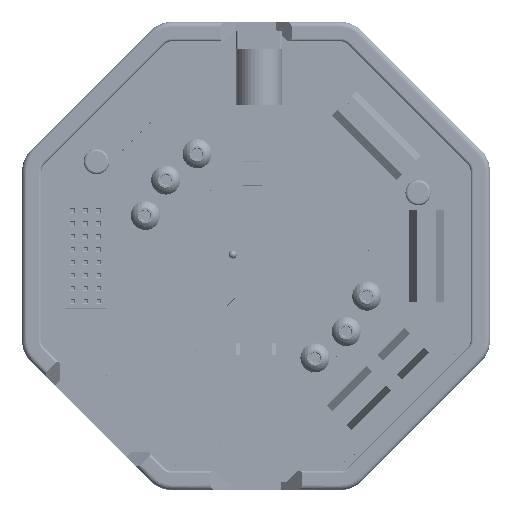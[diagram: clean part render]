
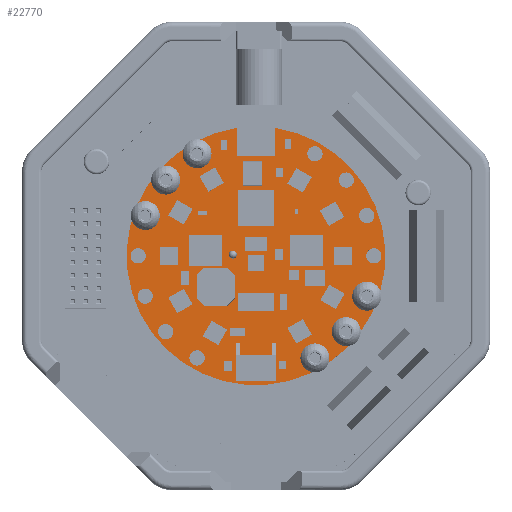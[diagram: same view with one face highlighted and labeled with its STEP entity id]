
A CAD part, top view. The second image highlights one B-rep face of the part: STEP entity #22770.
In plain terms, the highlighted planar face has unit normal (0, 0, 1).
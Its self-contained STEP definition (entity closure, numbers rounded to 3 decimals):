
#641=FACE_BOUND('',#4520,.T.);
#642=FACE_BOUND('',#4521,.T.);
#643=FACE_BOUND('',#4522,.T.);
#644=FACE_BOUND('',#4523,.T.);
#645=FACE_BOUND('',#4524,.T.);
#646=FACE_BOUND('',#4525,.T.);
#647=FACE_BOUND('',#4526,.T.);
#648=FACE_BOUND('',#4527,.T.);
#649=FACE_BOUND('',#4528,.T.);
#650=FACE_BOUND('',#4529,.T.);
#651=FACE_BOUND('',#4530,.T.);
#652=FACE_BOUND('',#4531,.T.);
#653=FACE_BOUND('',#4532,.T.);
#654=FACE_BOUND('',#4533,.T.);
#1183=CIRCLE('',#24801,1.5);
#1185=CIRCLE('',#24804,1.5);
#1187=CIRCLE('',#24807,1.5);
#1189=CIRCLE('',#24810,1.5);
#1191=CIRCLE('',#24813,1.5);
#1193=CIRCLE('',#24816,1.5);
#1195=CIRCLE('',#24819,1.5);
#1197=CIRCLE('',#24822,1.5);
#1199=CIRCLE('',#24825,1.5);
#1201=CIRCLE('',#24828,1.5);
#1203=CIRCLE('',#24831,1.5);
#1205=CIRCLE('',#24834,1.5);
#1207=CIRCLE('',#24837,1.5);
#1209=CIRCLE('',#24840,1.5);
#1212=CIRCLE('',#24845,25.43);
#2897=FACE_OUTER_BOUND('',#4519,.T.);
#4519=EDGE_LOOP('',(#19556,#19557));
#4520=EDGE_LOOP('',(#19558));
#4521=EDGE_LOOP('',(#19559));
#4522=EDGE_LOOP('',(#19560));
#4523=EDGE_LOOP('',(#19561));
#4524=EDGE_LOOP('',(#19562));
#4525=EDGE_LOOP('',(#19563));
#4526=EDGE_LOOP('',(#19564));
#4527=EDGE_LOOP('',(#19565));
#4528=EDGE_LOOP('',(#19566));
#4529=EDGE_LOOP('',(#19567));
#4530=EDGE_LOOP('',(#19568));
#4531=EDGE_LOOP('',(#19569));
#4532=EDGE_LOOP('',(#19570));
#4533=EDGE_LOOP('',(#19571));
#6660=LINE('',#40382,#8988);
#8988=VECTOR('',#30325,10.);
#11059=VERTEX_POINT('',#40292);
#11061=VERTEX_POINT('',#40298);
#11063=VERTEX_POINT('',#40304);
#11065=VERTEX_POINT('',#40310);
#11067=VERTEX_POINT('',#40316);
#11069=VERTEX_POINT('',#40322);
#11071=VERTEX_POINT('',#40328);
#11073=VERTEX_POINT('',#40334);
#11075=VERTEX_POINT('',#40340);
#11077=VERTEX_POINT('',#40346);
#11079=VERTEX_POINT('',#40352);
#11081=VERTEX_POINT('',#40358);
#11083=VERTEX_POINT('',#40364);
#11085=VERTEX_POINT('',#40370);
#11089=VERTEX_POINT('',#40379);
#11090=VERTEX_POINT('',#40381);
#13936=EDGE_CURVE('',#11059,#11059,#1183,.T.);
#13939=EDGE_CURVE('',#11061,#11061,#1185,.T.);
#13942=EDGE_CURVE('',#11063,#11063,#1187,.T.);
#13945=EDGE_CURVE('',#11065,#11065,#1189,.T.);
#13948=EDGE_CURVE('',#11067,#11067,#1191,.T.);
#13951=EDGE_CURVE('',#11069,#11069,#1193,.T.);
#13954=EDGE_CURVE('',#11071,#11071,#1195,.T.);
#13957=EDGE_CURVE('',#11073,#11073,#1197,.T.);
#13960=EDGE_CURVE('',#11075,#11075,#1199,.T.);
#13963=EDGE_CURVE('',#11077,#11077,#1201,.T.);
#13966=EDGE_CURVE('',#11079,#11079,#1203,.T.);
#13969=EDGE_CURVE('',#11081,#11081,#1205,.T.);
#13972=EDGE_CURVE('',#11083,#11083,#1207,.T.);
#13975=EDGE_CURVE('',#11085,#11085,#1209,.T.);
#13980=EDGE_CURVE('',#11090,#11089,#6660,.T.);
#13983=EDGE_CURVE('',#11089,#11090,#1212,.T.);
#19556=ORIENTED_EDGE('',*,*,#13983,.T.);
#19557=ORIENTED_EDGE('',*,*,#13980,.T.);
#19558=ORIENTED_EDGE('',*,*,#13975,.T.);
#19559=ORIENTED_EDGE('',*,*,#13972,.T.);
#19560=ORIENTED_EDGE('',*,*,#13969,.T.);
#19561=ORIENTED_EDGE('',*,*,#13966,.T.);
#19562=ORIENTED_EDGE('',*,*,#13963,.T.);
#19563=ORIENTED_EDGE('',*,*,#13960,.T.);
#19564=ORIENTED_EDGE('',*,*,#13957,.T.);
#19565=ORIENTED_EDGE('',*,*,#13954,.T.);
#19566=ORIENTED_EDGE('',*,*,#13951,.T.);
#19567=ORIENTED_EDGE('',*,*,#13948,.T.);
#19568=ORIENTED_EDGE('',*,*,#13945,.T.);
#19569=ORIENTED_EDGE('',*,*,#13942,.T.);
#19570=ORIENTED_EDGE('',*,*,#13939,.T.);
#19571=ORIENTED_EDGE('',*,*,#13936,.T.);
#21473=PLANE('',#24846);
#22770=ADVANCED_FACE('',(#2897,#641,#642,#643,#644,#645,#646,#647,#648,
#649,#650,#651,#652,#653,#654),#21473,.T.);
#24801=AXIS2_PLACEMENT_3D('',#40293,#30225,#30226);
#24804=AXIS2_PLACEMENT_3D('',#40299,#30232,#30233);
#24807=AXIS2_PLACEMENT_3D('',#40305,#30239,#30240);
#24810=AXIS2_PLACEMENT_3D('',#40311,#30246,#30247);
#24813=AXIS2_PLACEMENT_3D('',#40317,#30253,#30254);
#24816=AXIS2_PLACEMENT_3D('',#40323,#30260,#30261);
#24819=AXIS2_PLACEMENT_3D('',#40329,#30267,#30268);
#24822=AXIS2_PLACEMENT_3D('',#40335,#30274,#30275);
#24825=AXIS2_PLACEMENT_3D('',#40341,#30281,#30282);
#24828=AXIS2_PLACEMENT_3D('',#40347,#30288,#30289);
#24831=AXIS2_PLACEMENT_3D('',#40353,#30295,#30296);
#24834=AXIS2_PLACEMENT_3D('',#40359,#30302,#30303);
#24837=AXIS2_PLACEMENT_3D('',#40365,#30309,#30310);
#24840=AXIS2_PLACEMENT_3D('',#40371,#30316,#30317);
#24845=AXIS2_PLACEMENT_3D('',#40386,#30331,#30332);
#24846=AXIS2_PLACEMENT_3D('',#40387,#30333,#30334);
#30225=DIRECTION('center_axis',(0.,0.,-1.));
#30226=DIRECTION('ref_axis',(1.,0.,0.));
#30232=DIRECTION('center_axis',(0.,0.,-1.));
#30233=DIRECTION('ref_axis',(1.,0.,0.));
#30239=DIRECTION('center_axis',(0.,0.,-1.));
#30240=DIRECTION('ref_axis',(1.,0.,0.));
#30246=DIRECTION('center_axis',(0.,0.,-1.));
#30247=DIRECTION('ref_axis',(1.,0.,0.));
#30253=DIRECTION('center_axis',(0.,0.,-1.));
#30254=DIRECTION('ref_axis',(1.,0.,0.));
#30260=DIRECTION('center_axis',(0.,0.,-1.));
#30261=DIRECTION('ref_axis',(1.,0.,0.));
#30267=DIRECTION('center_axis',(0.,0.,-1.));
#30268=DIRECTION('ref_axis',(1.,0.,0.));
#30274=DIRECTION('center_axis',(0.,0.,-1.));
#30275=DIRECTION('ref_axis',(1.,0.,0.));
#30281=DIRECTION('center_axis',(0.,0.,-1.));
#30282=DIRECTION('ref_axis',(1.,0.,0.));
#30288=DIRECTION('center_axis',(0.,0.,-1.));
#30289=DIRECTION('ref_axis',(1.,0.,0.));
#30295=DIRECTION('center_axis',(0.,0.,-1.));
#30296=DIRECTION('ref_axis',(1.,0.,0.));
#30302=DIRECTION('center_axis',(0.,0.,-1.));
#30303=DIRECTION('ref_axis',(1.,0.,0.));
#30309=DIRECTION('center_axis',(0.,0.,-1.));
#30310=DIRECTION('ref_axis',(1.,0.,0.));
#30316=DIRECTION('center_axis',(0.,0.,-1.));
#30317=DIRECTION('ref_axis',(1.,0.,0.));
#30325=DIRECTION('',(-1.,0.,0.));
#30331=DIRECTION('center_axis',(0.,0.,1.));
#30332=DIRECTION('ref_axis',(1.,0.,0.));
#30333=DIRECTION('center_axis',(0.,0.,1.));
#30334=DIRECTION('ref_axis',(1.,0.,0.));
#40292=CARTESIAN_POINT('',(16.255,-14.898,1.6));
#40293=CARTESIAN_POINT('Origin',(17.755,-14.898,1.6));
#40298=CARTESIAN_POINT('',(-24.678,0.,1.6));
#40299=CARTESIAN_POINT('Origin',(-23.178,0.,1.6));
#40304=CARTESIAN_POINT('',(10.089,-20.072,1.6));
#40305=CARTESIAN_POINT('Origin',(11.589,-20.072,1.6));
#40310=CARTESIAN_POINT('',(-23.28,-7.927,1.6));
#40311=CARTESIAN_POINT('Origin',(-21.78,-7.927,1.6));
#40316=CARTESIAN_POINT('',(10.089,20.072,1.6));
#40317=CARTESIAN_POINT('Origin',(11.589,20.072,1.6));
#40322=CARTESIAN_POINT('',(21.678,0.,1.6));
#40323=CARTESIAN_POINT('Origin',(23.178,0.,1.6));
#40328=CARTESIAN_POINT('',(20.28,7.927,1.6));
#40329=CARTESIAN_POINT('Origin',(21.78,7.927,1.6));
#40334=CARTESIAN_POINT('',(-19.255,14.898,1.6));
#40335=CARTESIAN_POINT('Origin',(-17.755,14.898,1.6));
#40340=CARTESIAN_POINT('',(20.28,-7.927,1.6));
#40341=CARTESIAN_POINT('Origin',(21.78,-7.927,1.6));
#40346=CARTESIAN_POINT('',(-23.28,7.927,1.6));
#40347=CARTESIAN_POINT('Origin',(-21.78,7.927,1.6));
#40352=CARTESIAN_POINT('',(-13.089,-20.072,1.6));
#40353=CARTESIAN_POINT('Origin',(-11.589,-20.072,1.6));
#40358=CARTESIAN_POINT('',(-19.255,-14.898,1.6));
#40359=CARTESIAN_POINT('Origin',(-17.755,-14.898,1.6));
#40364=CARTESIAN_POINT('',(16.255,14.898,1.6));
#40365=CARTESIAN_POINT('Origin',(17.755,14.898,1.6));
#40370=CARTESIAN_POINT('',(-13.089,20.072,1.6));
#40371=CARTESIAN_POINT('Origin',(-11.589,20.072,1.6));
#40379=CARTESIAN_POINT('',(-3.757,25.151,1.6));
#40381=CARTESIAN_POINT('',(3.757,25.151,1.6));
#40382=CARTESIAN_POINT('',(-9.,25.151,1.6));
#40386=CARTESIAN_POINT('Origin',(0.,0.,1.6));
#40387=CARTESIAN_POINT('Origin',(0.,-0.139,1.6));
